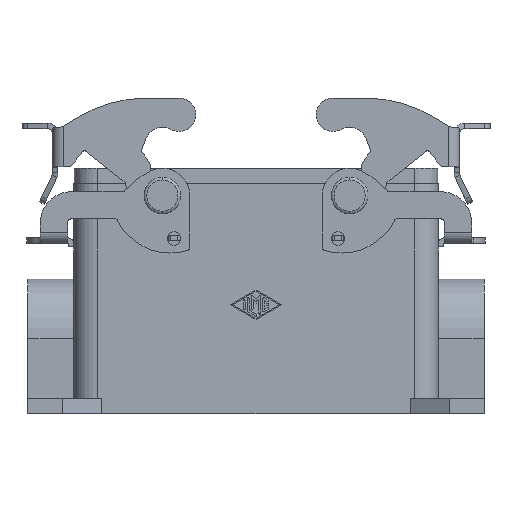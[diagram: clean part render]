
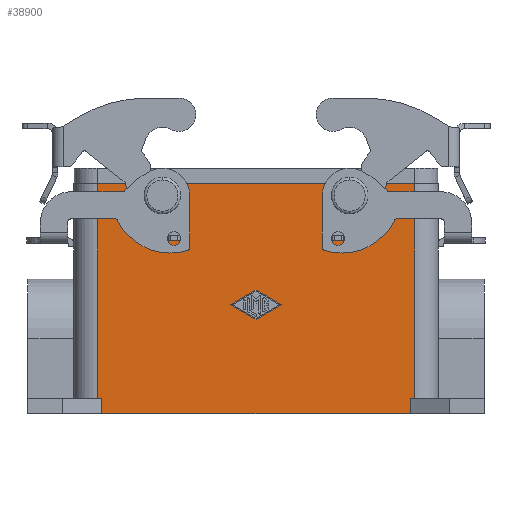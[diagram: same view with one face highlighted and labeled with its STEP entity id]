
A CAD part, front view. The second image highlights one B-rep face of the part: STEP entity #38900.
In plain terms, the highlighted planar face has unit normal (0, -1, 0).
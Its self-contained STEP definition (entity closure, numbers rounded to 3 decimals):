
#12820=CARTESIAN_POINT('',(0.,-22.25,1.5)
);
#12830=VERTEX_POINT('',#12820);
#13010=CARTESIAN_POINT('',(0.,-22.25,
-1.5));
#13020=VERTEX_POINT('',#13010);
#13050=CARTESIAN_POINT('',(0.,-22.25,0.));
#13060=DIRECTION('',(0.,1.,0.));
#13070=DIRECTION('',(0.,0.,1.));
#13080=AXIS2_PLACEMENT_3D('',#13050,#13060,#13070);
#13090=CIRCLE('',#13080,1.5);
#13100=EDGE_CURVE('',#13020,#12830,#13090,.T.);
#17560=CARTESIAN_POINT('',(-48.,-22.25,1.5));
#17570=VERTEX_POINT('',#17560);
#17750=CARTESIAN_POINT('',(-48.,-22.25,-1.5));
#17760=VERTEX_POINT('',#17750);
#17790=CARTESIAN_POINT('',(-48.,-22.25,0.));
#17800=DIRECTION('',(0.,1.,0.));
#17810=DIRECTION('',(0.,0.,1.));
#17820=AXIS2_PLACEMENT_3D('',#17790,#17800,#17810);
#17830=CIRCLE('',#17820,1.5);
#17840=EDGE_CURVE('',#17760,#17570,#17830,.T.);
#30320=CARTESIAN_POINT('',(-24.,-22.25,-31.749));
#30330=VERTEX_POINT('',#30320);
#30380=CARTESIAN_POINT('',(-24.,-22.25,-31.749));
#30390=DIRECTION('',(-0.866,0.,0.5));
#30400=VECTOR('',#30390,7.504);
#30410=LINE('',#30380,#30400);
#30420=CARTESIAN_POINT('',(-30.5,-22.25,-28.));
#30430=VERTEX_POINT('',#30420);
#30440=EDGE_CURVE('',#30330,#30430,#30410,.T.);
#30720=CARTESIAN_POINT('',(-17.5,-22.25,-28.));
#30730=VERTEX_POINT('',#30720);
#30780=CARTESIAN_POINT('',(-17.5,-22.25,-28.));
#30790=DIRECTION('',(-0.866,0.,-0.5));
#30800=VECTOR('',#30790,7.504);
#30810=LINE('',#30780,#30800);
#30820=EDGE_CURVE('',#30730,#30330,#30810,.T.);
#31030=CARTESIAN_POINT('',(-24.,-22.25,-24.251));
#31040=VERTEX_POINT('',#31030);
#31090=CARTESIAN_POINT('',(-24.,-22.25,-24.251));
#31100=DIRECTION('',(0.866,0.,-0.5));
#31110=VECTOR('',#31100,7.504);
#31120=LINE('',#31090,#31110);
#31130=EDGE_CURVE('',#31040,#30730,#31120,.T.);
#31310=CARTESIAN_POINT('',(-30.5,-22.25,-28.));
#31320=DIRECTION('',(0.866,0.,0.5));
#31330=VECTOR('',#31320,7.504);
#31340=LINE('',#31310,#31330);
#31350=EDGE_CURVE('',#30430,#31040,#31340,.T.);
#38030=CARTESIAN_POINT('',(15.5,-22.25,-56.));
#38040=DIRECTION('',(0.,-1.,0.));
#38050=DIRECTION('',(0.,0.,-1.));
#38060=AXIS2_PLACEMENT_3D('',#38030,#38040,#38050);
#38070=PLANE('',#38060);
#38080=CARTESIAN_POINT('',(-63.5,-22.25,-52.));
#38090=DIRECTION('',(-1.,0.,0.));
#38100=VECTOR('',#38090,1.25);
#38110=LINE('',#38080,#38100);
#38120=CARTESIAN_POINT('',(-63.5,-22.25,-52.));
#38130=VERTEX_POINT('',#38120);
#38140=CARTESIAN_POINT('',(-64.75,-22.25,-52.));
#38150=VERTEX_POINT('',#38140);
#38160=EDGE_CURVE('',#38130,#38150,#38110,.T.);
#38170=ORIENTED_EDGE('',*,*,#38160,.F.);
#38180=CARTESIAN_POINT('',(-64.75,-22.25,-52.));
#38190=DIRECTION('',(0.,0.,1.));
#38200=VECTOR('',#38190,55.);
#38210=LINE('',#38180,#38200);
#38220=CARTESIAN_POINT('',(-64.75,-22.25,3.));
#38230=VERTEX_POINT('',#38220);
#38240=EDGE_CURVE('',#38150,#38230,#38210,.T.);
#38250=ORIENTED_EDGE('',*,*,#38240,.F.);
#38260=CARTESIAN_POINT('',(16.75,-22.25,3.));
#38270=DIRECTION('',(-1.,0.,0.));
#38280=VECTOR('',#38270,81.5);
#38290=LINE('',#38260,#38280);
#38300=CARTESIAN_POINT('',(16.75,-22.25,3.));
#38310=VERTEX_POINT('',#38300);
#38320=EDGE_CURVE('',#38310,#38230,#38290,.T.);
#38330=ORIENTED_EDGE('',*,*,#38320,.T.);
#38340=CARTESIAN_POINT('',(16.75,-22.25,-52.));
#38350=DIRECTION('',(0.,0.,1.));
#38360=VECTOR('',#38350,55.);
#38370=LINE('',#38340,#38360);
#38380=CARTESIAN_POINT('',(16.75,-22.25,-52.));
#38390=VERTEX_POINT('',#38380);
#38400=EDGE_CURVE('',#38390,#38310,#38370,.T.);
#38410=ORIENTED_EDGE('',*,*,#38400,.T.);
#38420=CARTESIAN_POINT('',(16.75,-22.25,-52.));
#38430=DIRECTION('',(-1.,0.,0.));
#38440=VECTOR('',#38430,1.25);
#38450=LINE('',#38420,#38440);
#38460=CARTESIAN_POINT('',(15.5,-22.25,-52.));
#38470=VERTEX_POINT('',#38460);
#38480=EDGE_CURVE('',#38390,#38470,#38450,.T.);
#38490=ORIENTED_EDGE('',*,*,#38480,.F.);
#38500=CARTESIAN_POINT('',(15.5,-22.25,-56.));
#38510=DIRECTION('',(0.,0.,1.));
#38520=VECTOR('',#38510,4.);
#38530=LINE('',#38500,#38520);
#38540=CARTESIAN_POINT('',(15.5,-22.25,-56.));
#38550=VERTEX_POINT('',#38540);
#38560=EDGE_CURVE('',#38550,#38470,#38530,.T.);
#38570=ORIENTED_EDGE('',*,*,#38560,.T.);
#38580=CARTESIAN_POINT('',(15.5,-22.25,-56.));
#38590=DIRECTION('',(-1.,0.,0.));
#38600=VECTOR('',#38590,79.);
#38610=LINE('',#38580,#38600);
#38620=CARTESIAN_POINT('',(-63.5,-22.25,-56.));
#38630=VERTEX_POINT('',#38620);
#38640=EDGE_CURVE('',#38550,#38630,#38610,.T.);
#38650=ORIENTED_EDGE('',*,*,#38640,.F.);
#38660=CARTESIAN_POINT('',(-63.5,-22.25,-56.));
#38670=DIRECTION('',(0.,0.,1.));
#38680=VECTOR('',#38670,4.);
#38690=LINE('',#38660,#38680);
#38700=EDGE_CURVE('',#38630,#38130,#38690,.T.);
#38710=ORIENTED_EDGE('',*,*,#38700,.F.);
#38720=EDGE_LOOP('',(#38710,#38650,#38570,#38490,#38410,#38330,#38250,
#38170));
#38730=FACE_OUTER_BOUND('',#38720,.T.);
#38740=EDGE_CURVE('',#12830,#13020,#13090,.T.);
#38750=ORIENTED_EDGE('',*,*,#38740,.T.);
#38760=ORIENTED_EDGE('',*,*,#13100,.T.);
#38770=EDGE_LOOP('',(#38760,#38750));
#38780=FACE_BOUND('',#38770,.T.);
#38790=EDGE_CURVE('',#17570,#17760,#17830,.T.);
#38800=ORIENTED_EDGE('',*,*,#38790,.T.);
#38810=ORIENTED_EDGE('',*,*,#17840,.T.);
#38820=EDGE_LOOP('',(#38810,#38800));
#38830=FACE_BOUND('',#38820,.T.);
#38840=ORIENTED_EDGE('',*,*,#30820,.T.);
#38850=ORIENTED_EDGE('',*,*,#31130,.T.);
#38860=ORIENTED_EDGE('',*,*,#31350,.T.);
#38870=ORIENTED_EDGE('',*,*,#30440,.T.);
#38880=EDGE_LOOP('',(#38870,#38860,#38850,#38840));
#38890=FACE_BOUND('',#38880,.T.);
#38900=ADVANCED_FACE('',(#38730,#38780,#38830,#38890),#38070,.T.);
